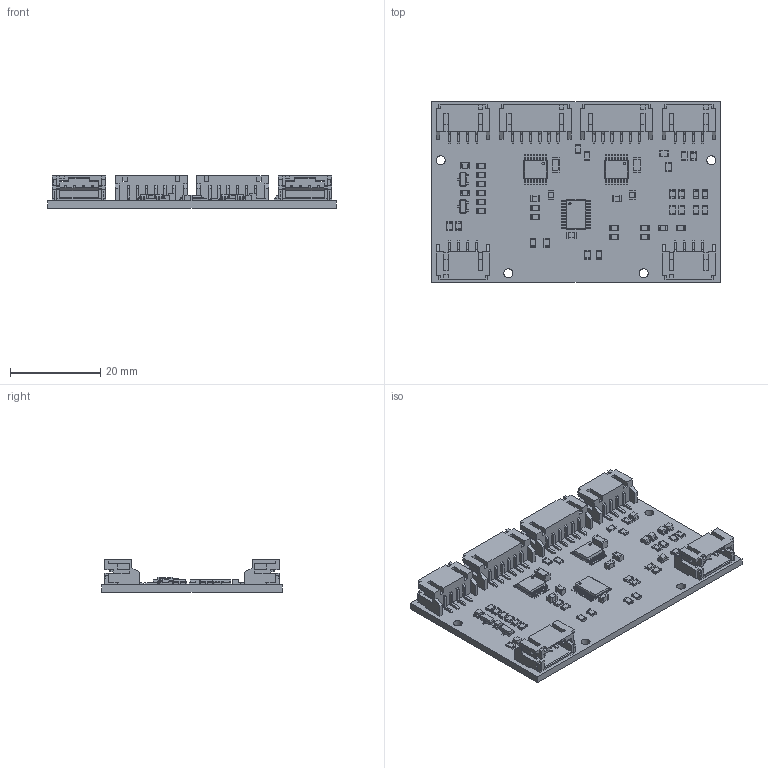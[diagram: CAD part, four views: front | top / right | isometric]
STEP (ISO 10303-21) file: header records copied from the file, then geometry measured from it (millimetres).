
FILE_DESCRIPTION(('KiCad electronic assembly'),'2;1');
FILE_NAME('Tims_I2C_Dual_Motor_Driver_NoTracks.step', '2024-07-05T16:43:30',('Pcbnew'),('Kicad'), 'Open CASCADE STEP processor 7.8','KiCad to STEP converter','Unknown' );
FILE_SCHEMA(('AUTOMOTIVE_DESIGN { 1 0 10303 214 1 1 1 1 }'));
Length unit declared in the file: millimetre
Products named in the file (20): Tims_I2C_Dual_Motor_Driver_NoTracks 1; R_0805_2012Metric; SSOP-16_4.4x5.2mm_P0.65mm; SSOP_16_44x52mm_P065mm; C_0805_2012Metric; LED_0805_2012Metric; S4B-PH-SM4-TB; SxBwhite4; TSSOP-20_4.4x6.5mm_P0.65mm; TSSOP_20_44x65mm_P065mm; S6B-PH-SM4-TB; SxBwhite6; C_1206_3216Metric; SOT-23; SOT_23; _autosave-Tims_I2C_Dual_Motor_Driver_PCB
Assembly tree (64 placements, depth 3):
  Tims_I2C_Dual_Motor_Driver_NoTracks 1
    R_0805_2012Metric  x27
      R_0805_2012Metric
    SSOP-16_4.4x5.2mm_P0.65mm  x2
      SSOP_16_44x52mm_P065mm
    C_0805_2012Metric  x5
      C_0805_2012Metric
    LED_0805_2012Metric  x9
      LED_0805_2012Metric
    S4B-PH-SM4-TB  x4
      SxBwhite4
    TSSOP-20_4.4x6.5mm_P0.65mm
      TSSOP_20_44x65mm_P065mm
    S6B-PH-SM4-TB  x2
      SxBwhite6
    C_1206_3216Metric  x2
      C_1206_3216Metric
    SOT-23  x2
      SOT_23
    _autosave-Tims_I2C_Dual_Motor_Driver_PCB
Bounding box: 64 x 40 x 7.15 mm (x, y, z)
Volume: 5658.4 mm3; surface area: 10443.3 mm2
Topology: 95 solids, 95 shells, 3794 faces, 10026 edges, 6424 vertices
Faces by surface type: plane 2897, cylinder 719, bspline 178
Full cylindrical faces by diameter (mm): 0.5 x3, 2 x4
Entity records: 46136 total; most frequent: CARTESIAN_POINT 7471, ORIENTED_EDGE 6930, DIRECTION 6381, EDGE_CURVE 3465, LINE 2889, VECTOR 2889, VERTEX_POINT 2200, AXIS2_PLACEMENT_3D 1746
